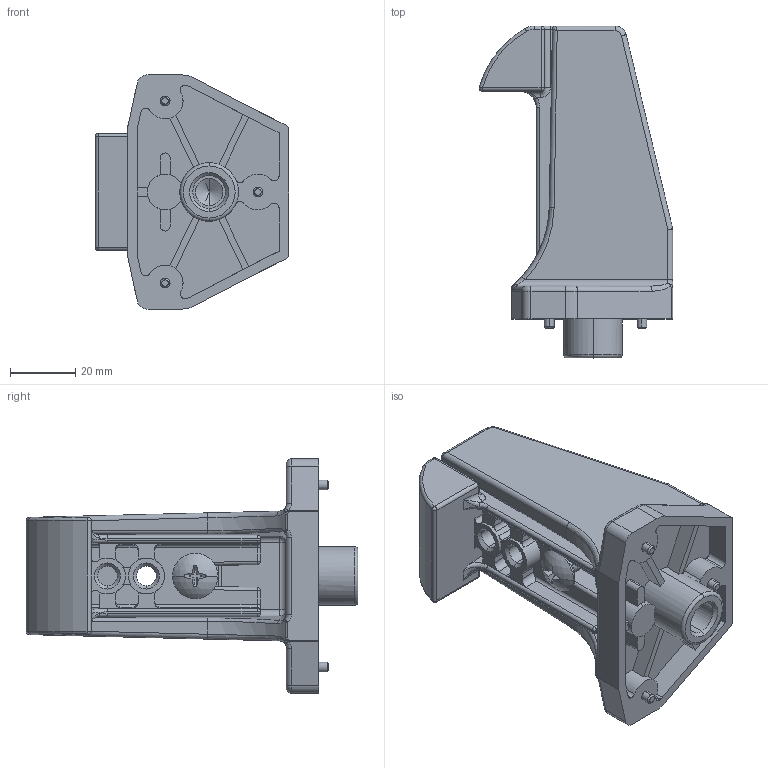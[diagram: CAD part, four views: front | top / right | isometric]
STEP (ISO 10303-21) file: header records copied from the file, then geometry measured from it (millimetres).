
FILE_DESCRIPTION (( 'STEP AP203' ), '1' );
FILE_NAME ('FA-602S-6.STEP', '2016-06-08T06:19:07', ( '' ), ( '' ), 'SwSTEP 2.0', 'SolidWorks 2014', '' );
FILE_SCHEMA (( 'CONFIG_CONTROL_DESIGN' ));
Length unit declared in the file: millimetre
Products named in the file (5): FA-602S-6; FA-602S-6_本体; 廫帤寠晅僩儔僗偹偠M6_M6亊20; FA-602S-6_止金; 平ワッシャーM6小型丸_M6小形-JIS B 1256
Assembly tree (6 placements, depth 2):
  FA-602S-6
    FA-602S-6_本体
    FA-602S-6_止金
    廫帤寠晅僩儔僗偹偠M6_M6亊20  x2
    平ワッシャーM6小型丸_M6小形-JIS B 1256  x2
Bounding box: 59.5 x 102 x 72 mm (x, y, z)
Volume: 101279.3 mm3; surface area: 37442.6 mm2
Topology: 6 solids, 6 shells, 480 faces, 1197 edges, 715 vertices
Faces by surface type: cylinder 201, plane 136, bspline 68, sphere 28, cone 26, torus 21
Entity records: 15045 total; most frequent: CARTESIAN_POINT 4088, DIRECTION 2216, ORIENTED_EDGE 2210, EDGE_CURVE 1105, AXIS2_PLACEMENT_3D 853, VERTEX_POINT 671, LINE 510, VECTOR 510
